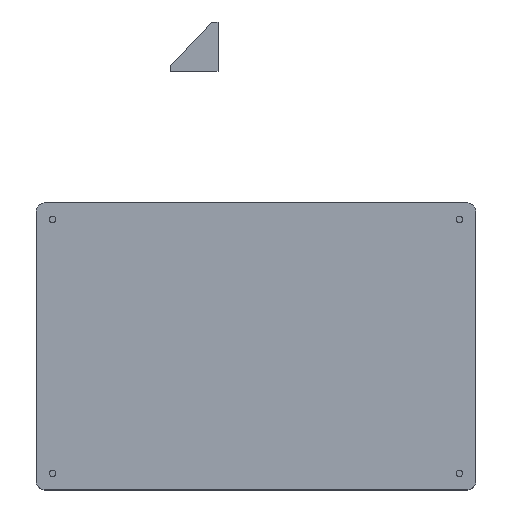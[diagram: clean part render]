
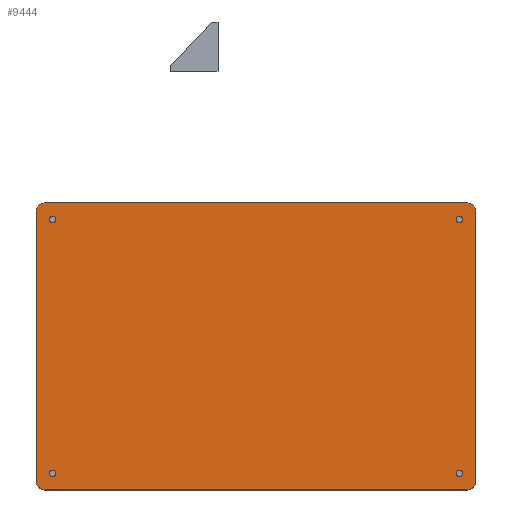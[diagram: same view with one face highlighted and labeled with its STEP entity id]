
A CAD part, top view. The second image highlights one B-rep face of the part: STEP entity #9444.
In plain terms, the highlighted planar face has unit normal (0, 0, 1).
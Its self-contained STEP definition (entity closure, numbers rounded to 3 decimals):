
#490=FACE_BOUND('',#2140,.T.);
#491=FACE_BOUND('',#2141,.T.);
#492=FACE_BOUND('',#2142,.T.);
#493=FACE_BOUND('',#2143,.T.);
#710=PLANE('',#10466);
#1183=FACE_OUTER_BOUND('',#2139,.T.);
#2139=EDGE_LOOP('',(#8507,#8508,#8509,#8510,#8511,#8512,#8513,#8514));
#2140=EDGE_LOOP('',(#8515));
#2141=EDGE_LOOP('',(#8516));
#2142=EDGE_LOOP('',(#8517));
#2143=EDGE_LOOP('',(#8518));
#2710=CIRCLE('',#10445,4.);
#2712=CIRCLE('',#10449,4.);
#2714=CIRCLE('',#10453,4.);
#2716=CIRCLE('',#10457,4.);
#2721=CIRCLE('',#10467,1.6);
#2722=CIRCLE('',#10468,1.6);
#2723=CIRCLE('',#10469,1.6);
#2724=CIRCLE('',#10470,1.6);
#3381=LINE('',#15647,#4079);
#3385=LINE('',#15659,#4083);
#3389=LINE('',#15671,#4087);
#3392=LINE('',#15682,#4090);
#4079=VECTOR('',#13048,10.);
#4083=VECTOR('',#13060,10.);
#4087=VECTOR('',#13072,10.);
#4090=VECTOR('',#13083,10.);
#4902=VERTEX_POINT('',#15641);
#4904=VERTEX_POINT('',#15645);
#4906=VERTEX_POINT('',#15651);
#4908=VERTEX_POINT('',#15657);
#4910=VERTEX_POINT('',#15663);
#4912=VERTEX_POINT('',#15669);
#4914=VERTEX_POINT('',#15675);
#4915=VERTEX_POINT('',#15679);
#4921=VERTEX_POINT('',#15702);
#4922=VERTEX_POINT('',#15704);
#4923=VERTEX_POINT('',#15706);
#4924=VERTEX_POINT('',#15708);
#6106=EDGE_CURVE('',#4902,#4904,#3381,.T.);
#6109=EDGE_CURVE('',#4904,#4906,#2710,.T.);
#6112=EDGE_CURVE('',#4906,#4908,#3385,.T.);
#6115=EDGE_CURVE('',#4908,#4910,#2712,.T.);
#6118=EDGE_CURVE('',#4910,#4912,#3389,.T.);
#6121=EDGE_CURVE('',#4912,#4914,#2714,.T.);
#6123=EDGE_CURVE('',#4914,#4915,#3392,.T.);
#6126=EDGE_CURVE('',#4915,#4902,#2716,.T.);
#6133=EDGE_CURVE('',#4921,#4921,#2721,.T.);
#6134=EDGE_CURVE('',#4922,#4922,#2722,.T.);
#6135=EDGE_CURVE('',#4923,#4923,#2723,.T.);
#6136=EDGE_CURVE('',#4924,#4924,#2724,.T.);
#8507=ORIENTED_EDGE('',*,*,#6126,.T.);
#8508=ORIENTED_EDGE('',*,*,#6106,.T.);
#8509=ORIENTED_EDGE('',*,*,#6109,.T.);
#8510=ORIENTED_EDGE('',*,*,#6112,.T.);
#8511=ORIENTED_EDGE('',*,*,#6115,.T.);
#8512=ORIENTED_EDGE('',*,*,#6118,.T.);
#8513=ORIENTED_EDGE('',*,*,#6121,.T.);
#8514=ORIENTED_EDGE('',*,*,#6123,.T.);
#8515=ORIENTED_EDGE('',*,*,#6133,.T.);
#8516=ORIENTED_EDGE('',*,*,#6134,.T.);
#8517=ORIENTED_EDGE('',*,*,#6135,.T.);
#8518=ORIENTED_EDGE('',*,*,#6136,.T.);
#9444=ADVANCED_FACE('',(#1183,#490,#491,#492,#493),#710,.T.);
#10445=AXIS2_PLACEMENT_3D('',#15653,#13054,#13055);
#10449=AXIS2_PLACEMENT_3D('',#15665,#13066,#13067);
#10453=AXIS2_PLACEMENT_3D('',#15677,#13078,#13079);
#10457=AXIS2_PLACEMENT_3D('',#15686,#13089,#13090);
#10466=AXIS2_PLACEMENT_3D('',#15701,#13109,#13110);
#10467=AXIS2_PLACEMENT_3D('',#15703,#13111,#13112);
#10468=AXIS2_PLACEMENT_3D('',#15705,#13113,#13114);
#10469=AXIS2_PLACEMENT_3D('',#15707,#13115,#13116);
#10470=AXIS2_PLACEMENT_3D('',#15709,#13117,#13118);
#13048=DIRECTION('',(0.,1.,0.));
#13054=DIRECTION('center_axis',(0.,0.,1.));
#13055=DIRECTION('ref_axis',(0.707,0.707,0.));
#13060=DIRECTION('',(-1.,0.,0.));
#13066=DIRECTION('center_axis',(0.,0.,1.));
#13067=DIRECTION('ref_axis',(-0.707,0.707,0.));
#13072=DIRECTION('',(0.,-1.,0.));
#13078=DIRECTION('center_axis',(0.,0.,1.));
#13079=DIRECTION('ref_axis',(-0.707,-0.707,0.));
#13083=DIRECTION('',(1.,0.,0.));
#13089=DIRECTION('center_axis',(0.,0.,1.));
#13090=DIRECTION('ref_axis',(0.707,-0.707,0.));
#13109=DIRECTION('center_axis',(0.,0.,1.));
#13110=DIRECTION('ref_axis',(1.,0.,0.));
#13111=DIRECTION('center_axis',(0.,0.,-1.));
#13112=DIRECTION('ref_axis',(-1.,0.,0.));
#13113=DIRECTION('center_axis',(0.,0.,-1.));
#13114=DIRECTION('ref_axis',(-1.,0.,0.));
#13115=DIRECTION('center_axis',(0.,0.,-1.));
#13116=DIRECTION('ref_axis',(-1.,0.,0.));
#13117=DIRECTION('center_axis',(0.,0.,-1.));
#13118=DIRECTION('ref_axis',(-1.,0.,0.));
#15641=CARTESIAN_POINT('',(261.57,-169.57,55.2));
#15645=CARTESIAN_POINT('',(261.57,-37.93,55.2));
#15647=CARTESIAN_POINT('',(261.57,-33.93,55.2));
#15651=CARTESIAN_POINT('',(257.57,-33.93,55.2));
#15653=CARTESIAN_POINT('Origin',(257.57,-37.93,55.2));
#15657=CARTESIAN_POINT('',(51.43,-33.93,55.2));
#15659=CARTESIAN_POINT('',(47.43,-33.93,55.2));
#15663=CARTESIAN_POINT('',(47.43,-37.93,55.2));
#15665=CARTESIAN_POINT('Origin',(51.43,-37.93,55.2));
#15669=CARTESIAN_POINT('',(47.43,-169.57,55.2));
#15671=CARTESIAN_POINT('',(47.43,-173.57,55.2));
#15675=CARTESIAN_POINT('',(51.43,-173.57,55.2));
#15677=CARTESIAN_POINT('Origin',(51.43,-169.57,55.2));
#15679=CARTESIAN_POINT('',(257.57,-173.57,55.2));
#15682=CARTESIAN_POINT('',(261.57,-173.57,55.2));
#15686=CARTESIAN_POINT('Origin',(257.57,-169.57,55.2));
#15701=CARTESIAN_POINT('Origin',(154.5,-103.75,55.2));
#15702=CARTESIAN_POINT('',(255.17,-41.93,55.2));
#15703=CARTESIAN_POINT('Origin',(253.57,-41.93,55.2));
#15704=CARTESIAN_POINT('',(255.17,-165.57,55.2));
#15705=CARTESIAN_POINT('Origin',(253.57,-165.57,55.2));
#15706=CARTESIAN_POINT('',(57.03,-41.93,55.2));
#15707=CARTESIAN_POINT('Origin',(55.43,-41.93,55.2));
#15708=CARTESIAN_POINT('',(57.03,-165.57,55.2));
#15709=CARTESIAN_POINT('Origin',(55.43,-165.57,55.2));
